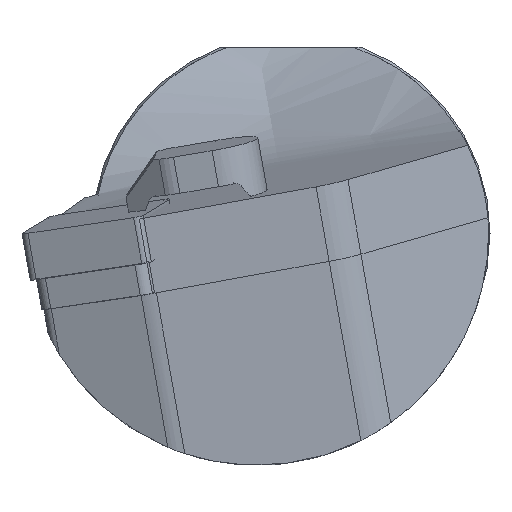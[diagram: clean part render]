
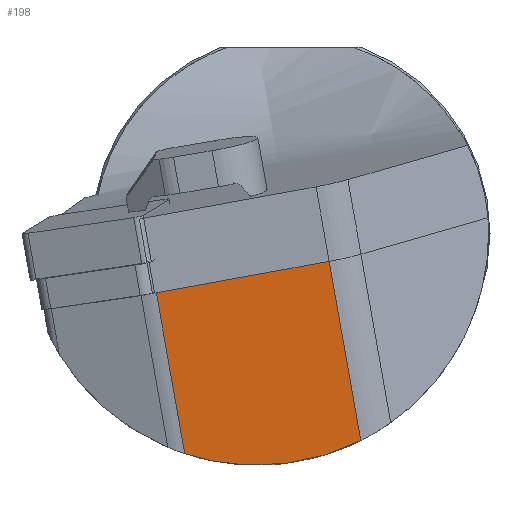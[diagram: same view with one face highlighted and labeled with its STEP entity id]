
A CAD part, left-side view. The second image highlights one B-rep face of the part: STEP entity #198.
In plain terms, the highlighted planar face has unit normal (-0.993, -0.071, -0.093).
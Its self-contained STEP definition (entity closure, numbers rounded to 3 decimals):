
#153=ELLIPSE('',#1331,23.412,23.25);
#198=ADVANCED_FACE('',(#303),#264,.T.);
#264=PLANE('',#1335);
#303=FACE_OUTER_BOUND('',#369,.T.);
#369=EDGE_LOOP('',(#501,#502,#503,#504));
#501=ORIENTED_EDGE('',*,*,#975,.F.);
#502=ORIENTED_EDGE('',*,*,#969,.F.);
#503=ORIENTED_EDGE('',*,*,#976,.T.);
#504=ORIENTED_EDGE('',*,*,#977,.T.);
#841=VERTEX_POINT('',#1795);
#850=VERTEX_POINT('',#1822);
#851=VERTEX_POINT('',#1824);
#856=VERTEX_POINT('',#1867);
#969=EDGE_CURVE('',#850,#851,#153,.T.);
#975=EDGE_CURVE('',#851,#841,#1137,.T.);
#976=EDGE_CURVE('',#850,#856,#1138,.T.);
#977=EDGE_CURVE('',#856,#841,#1139,.T.);
#1137=LINE('',#1865,#1230);
#1138=LINE('',#1866,#1231);
#1139=LINE('',#1868,#1232);
#1230=VECTOR('',#1482,1.);
#1231=VECTOR('',#1483,1.);
#1232=VECTOR('',#1484,1.);
#1331=AXIS2_PLACEMENT_3D('',#1823,#1474,#1475);
#1335=AXIS2_PLACEMENT_3D('',#1869,#1485,#1486);
#1474=DIRECTION('',(0.993,0.071,0.093));
#1475=DIRECTION('',(-0.117,0.6,0.791));
#1482=DIRECTION('',(-0.105,0.173,0.979));
#1483=DIRECTION('',(-0.105,0.173,0.979));
#1484=DIRECTION('',(-0.053,0.982,-0.179));
#1485=DIRECTION('',(-0.993,-0.071,-0.093));
#1486=DIRECTION('',(-0.094,0.,0.996));
#1795=CARTESIAN_POINT('',(-205.935,-2.232,-6.981));
#1822=CARTESIAN_POINT('',(-203.071,-22.762,-21.831));
#1823=CARTESIAN_POINT('',(-205.772,-12.339,-1.049));
#1824=CARTESIAN_POINT('',(-204.21,-5.081,-23.137));
#1865=CARTESIAN_POINT('',(-250.497,71.392,410.56));
#1866=CARTESIAN_POINT('',(-249.556,54.037,413.721));
#1867=CARTESIAN_POINT('',(-204.994,-19.587,-3.821));
#1868=CARTESIAN_POINT('',(-204.994,-19.587,-3.821));
#1869=CARTESIAN_POINT('',(-249.556,54.037,413.721));
